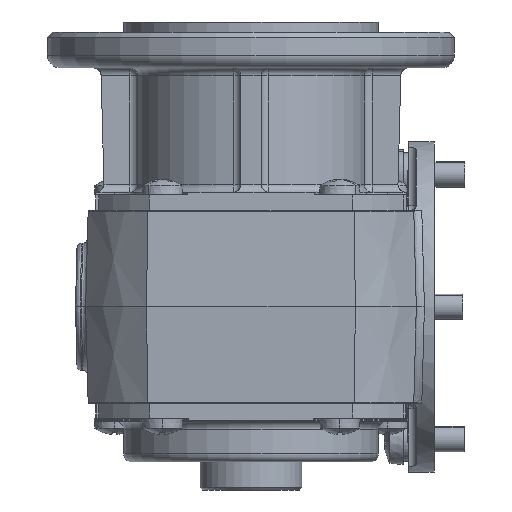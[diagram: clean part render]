
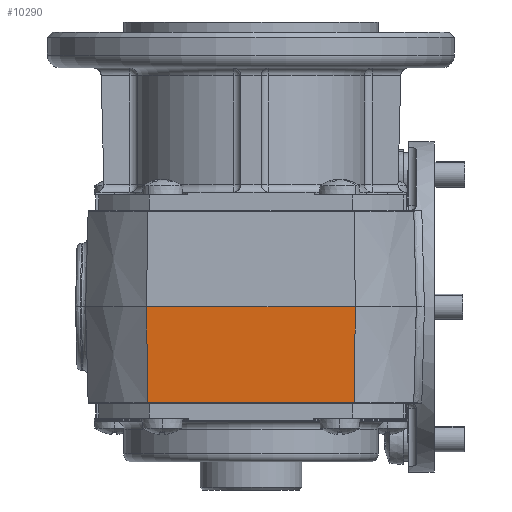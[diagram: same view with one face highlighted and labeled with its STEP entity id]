
A CAD part, front view. The second image highlights one B-rep face of the part: STEP entity #10290.
In plain terms, the highlighted planar face has unit normal (0, -1, -0.026).
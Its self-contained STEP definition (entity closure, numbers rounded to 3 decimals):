
#2631 = CARTESIAN_POINT ( 'NONE',  ( 20.349, -62.508, -18.805 ) ) ;
#2632 = CARTESIAN_POINT ( 'NONE',  ( 20.398, -62.672, -12.537 ) ) ;
#2633 = CARTESIAN_POINT ( 'NONE',  ( 20.446, -62.836, -6.268 ) ) ;
#2634 = CARTESIAN_POINT ( 'NONE',  ( 20.494, -63., 0. ) ) ;
#2635 = CARTESIAN_POINT ( 'NONE',  ( 20.494, -63., 0. ) ) ;
#2636 = B_SPLINE_CURVE_WITH_KNOTS ( 'NONE', 3,
 ( #2634, #2633, #2632, #2631 ),
 .UNSPECIFIED., .F., .F.,
 ( 4, 4 ),
 ( 0., 0.019 ),
 .UNSPECIFIED. ) ;
#2637 = CARTESIAN_POINT ( 'NONE',  ( 20.349, -62.508, -18.805 ) ) ;
#2652 = CARTESIAN_POINT ( 'NONE',  ( -20.494, -63., 0. ) ) ;
#2653 = DIRECTION ( 'NONE',  ( 0., 0.026, -1. ) ) ;
#2654 = DIRECTION ( 'NONE',  ( 0., -1., -0.026 ) ) ;
#2655 = CARTESIAN_POINT ( 'NONE',  ( -20.494, -63., 0. ) ) ;
#2656 = AXIS2_PLACEMENT_3D ( 'NONE', #2655, #2654, #2653 ) ;
#2657 = PLANE ( 'NONE',  #2656 ) ;
#2672 = FACE_OUTER_BOUND ( 'NONE', #10291, .T. ) ;
#2841 = DIRECTION ( 'NONE',  ( 1., 0., 0. ) ) ;
#2842 = VECTOR ( 'NONE', #2841, 1000. ) ;
#2843 = CARTESIAN_POINT ( 'NONE',  ( -20.494, -62.508, -18.805 ) ) ;
#2844 = CARTESIAN_POINT ( 'NONE',  ( -20.349, -62.508, -18.805 ) ) ;
#2845 = CARTESIAN_POINT ( 'NONE',  ( -20.398, -62.672, -12.537 ) ) ;
#2846 = CARTESIAN_POINT ( 'NONE',  ( -20.446, -62.836, -6.268 ) ) ;
#2847 = CARTESIAN_POINT ( 'NONE',  ( -20.494, -63., 0. ) ) ;
#2848 = CARTESIAN_POINT ( 'NONE',  ( -20.349, -62.508, -18.805 ) ) ;
#2849 = B_SPLINE_CURVE_WITH_KNOTS ( 'NONE', 3,
 ( #2847, #2846, #2845, #2844 ),
 .UNSPECIFIED., .F., .F.,
 ( 4, 4 ),
 ( 0., 0.019 ),
 .UNSPECIFIED. ) ;
#2850 = LINE ( 'NONE', #2843, #2842 ) ;
#10269 = ORIENTED_EDGE ( 'NONE', *, *, #10282, .F. ) ;
#10270 = ORIENTED_EDGE ( 'NONE', *, *, #10271, .F. ) ;
#10271 = EDGE_CURVE ( 'NONE', #10294, #10283, #18107, .T. ) ;
#10282 = EDGE_CURVE ( 'NONE', #10283, #10284, #2636, .T. ) ;
#10283 = VERTEX_POINT ( 'NONE', #2635 ) ;
#10284 = VERTEX_POINT ( 'NONE', #2637 ) ;
#10290 = ADVANCED_FACE ( 'NONE', ( #2672 ), #2657, .T. ) ;
#10291 = EDGE_LOOP ( 'NONE', ( #10293, #10349, #10269, #10270 ) ) ;
#10293 = ORIENTED_EDGE ( 'NONE', *, *, #10347, .T. ) ;
#10294 = VERTEX_POINT ( 'NONE', #2652 ) ;
#10347 = EDGE_CURVE ( 'NONE', #10294, #10348, #2849, .T. ) ;
#10348 = VERTEX_POINT ( 'NONE', #2848 ) ;
#10349 = ORIENTED_EDGE ( 'NONE', *, *, #10350, .T. ) ;
#10350 = EDGE_CURVE ( 'NONE', #10348, #10284, #2850, .T. ) ;
#18097 = DIRECTION ( 'NONE',  ( 1., 0., 0. ) ) ;
#18098 = VECTOR ( 'NONE', #18097, 1000. ) ;
#18099 = CARTESIAN_POINT ( 'NONE',  ( -20.494, -63., 0. ) ) ;
#18107 = LINE ( 'NONE', #18099, #18098 ) ;
